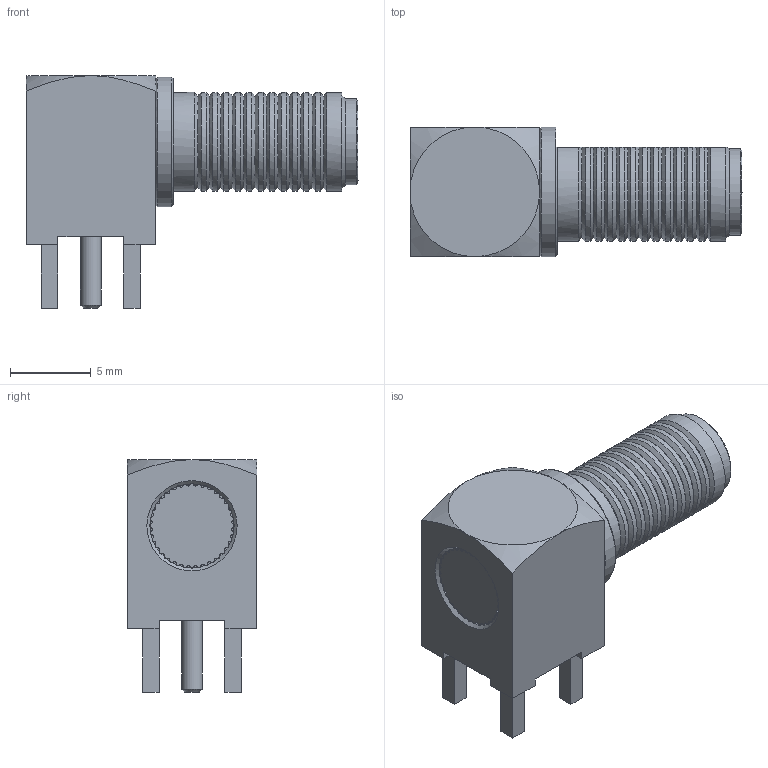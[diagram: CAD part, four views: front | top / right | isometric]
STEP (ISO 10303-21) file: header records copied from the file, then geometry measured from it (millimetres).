
FILE_DESCRIPTION(/* description */ (''),/* implementation_level */ '2;1');
FILE_NAME(/* name */ 'AMPHENOL_132203.stp',/* time_stamp */ '2016-10-07T08:24:37+02:00',/* author */ ('riccim'),/* organization */ ('SolidWorks'),/* preprocessor_version */ 'ST-DEVELOPER v15.5',/* originating_system */ 'AutoCAD Mechanical',/* authorisation */ ' ');
FILE_SCHEMA (('AUTOMOTIVE_DESIGN { 1 0 10303 214 3 1 1 }'));
Length unit declared in the file: millimetre
Products named in the file (1): Product
Bounding box: 20.5 x 8 x 14.38 mm (x, y, z)
Volume: 881.6 mm3; surface area: 1331.3 mm2
Topology: 6 solids, 6 shells, 232 faces, 655 edges, 442 vertices
Faces by surface type: bspline 108, plane 58, cone 40, cylinder 26
Full cylindrical faces by diameter (mm): 0.95 x1, 1.181 x2, 1.27 x1, 4.1 x3, 4.2 x1, 4.6 x2, 5.17 x1, 5.33 x1, 8 x1
Entity records: 11968 total; most frequent: CARTESIAN_POINT 6660, ORIENTED_EDGE 1248, DIRECTION 897, EDGE_CURVE 624, VERTEX_POINT 433, AXIS2_PLACEMENT_3D 332, EDGE_LOOP 265, LINE 233
